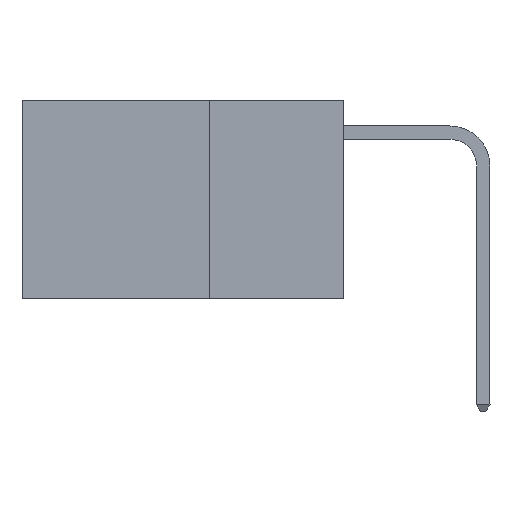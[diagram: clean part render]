
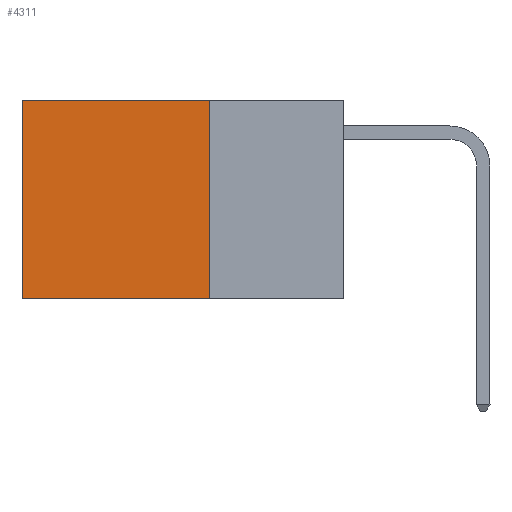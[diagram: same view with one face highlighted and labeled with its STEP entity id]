
A CAD part, left-side view. The second image highlights one B-rep face of the part: STEP entity #4311.
In plain terms, the highlighted planar face has unit normal (-1, 0, 0).
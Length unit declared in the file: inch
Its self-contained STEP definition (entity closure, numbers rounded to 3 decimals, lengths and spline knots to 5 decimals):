
#103 = EDGE_CURVE ( 'NONE', #7057, #15461, #12306, .T. ) ;
#1093 = DIRECTION ( 'NONE',  ( 0., 0., -1. ) ) ;
#1108 = DIRECTION ( 'NONE',  ( 1., 0., 0. ) ) ;
#1173 = CARTESIAN_POINT ( 'NONE',  ( 0.2625, 0.25, 0. ) ) ;
#1187 = PLANE ( 'NONE',  #14315 ) ;
#2036 = CARTESIAN_POINT ( 'NONE',  ( 0.2625, 0.25, -0.37 ) ) ;
#2951 = FACE_OUTER_BOUND ( 'NONE', #11155, .T. ) ;
#4270 = CARTESIAN_POINT ( 'NONE',  ( 0.2625, 0.25, 0. ) ) ;
#4311 = ADVANCED_FACE ( 'NONE', ( #2951 ), #1187, .F. ) ;
#5235 = ORIENTED_EDGE ( 'NONE', *, *, #11917, .T. ) ;
#5663 = ORIENTED_EDGE ( 'NONE', *, *, #13905, .F. ) ;
#5858 = VECTOR ( 'NONE', #6660, 39.37008 ) ;
#6251 = VERTEX_POINT ( 'NONE', #16060 ) ;
#6660 = DIRECTION ( 'NONE',  ( 0., 0., -1. ) ) ;
#6845 = VECTOR ( 'NONE', #8767, 39.37008 ) ;
#7057 = VERTEX_POINT ( 'NONE', #4270 ) ;
#7313 = CARTESIAN_POINT ( 'NONE',  ( 0.2625, 0.25, -0.37 ) ) ;
#8320 = VECTOR ( 'NONE', #10555, 39.37008 ) ;
#8767 = DIRECTION ( 'NONE',  ( 0., 1., 0. ) ) ;
#10555 = DIRECTION ( 'NONE',  ( 0., 0., -1. ) ) ;
#10675 = ORIENTED_EDGE ( 'NONE', *, *, #103, .F. ) ;
#10745 = ORIENTED_EDGE ( 'NONE', *, *, #13010, .T. ) ;
#11135 = VERTEX_POINT ( 'NONE', #18288 ) ;
#11155 = EDGE_LOOP ( 'NONE', ( #5235, #5663, #10675, #10745 ) ) ;
#11917 = EDGE_CURVE ( 'NONE', #6251, #11135, #13841, .T. ) ;
#12024 = CARTESIAN_POINT ( 'NONE',  ( 0.2625, 0.25, 0. ) ) ;
#12306 = LINE ( 'NONE', #12024, #8320 ) ;
#13010 = EDGE_CURVE ( 'NONE', #7057, #6251, #17799, .T. ) ;
#13431 = VECTOR ( 'NONE', #16779, 39.37008 ) ;
#13841 = LINE ( 'NONE', #18494, #5858 ) ;
#13905 = EDGE_CURVE ( 'NONE', #15461, #11135, #18220, .T. ) ;
#14315 = AXIS2_PLACEMENT_3D ( 'NONE', #1173, #1108, #1093 ) ;
#15300 = CARTESIAN_POINT ( 'NONE',  ( 0.2625, 0.25, 0. ) ) ;
#15461 = VERTEX_POINT ( 'NONE', #2036 ) ;
#16060 = CARTESIAN_POINT ( 'NONE',  ( 0.2625, 0.6, 0. ) ) ;
#16779 = DIRECTION ( 'NONE',  ( 0., 1., 0. ) ) ;
#17799 = LINE ( 'NONE', #15300, #13431 ) ;
#18220 = LINE ( 'NONE', #7313, #6845 ) ;
#18288 = CARTESIAN_POINT ( 'NONE',  ( 0.2625, 0.6, -0.37 ) ) ;
#18494 = CARTESIAN_POINT ( 'NONE',  ( 0.2625, 0.6, 0. ) ) ;
